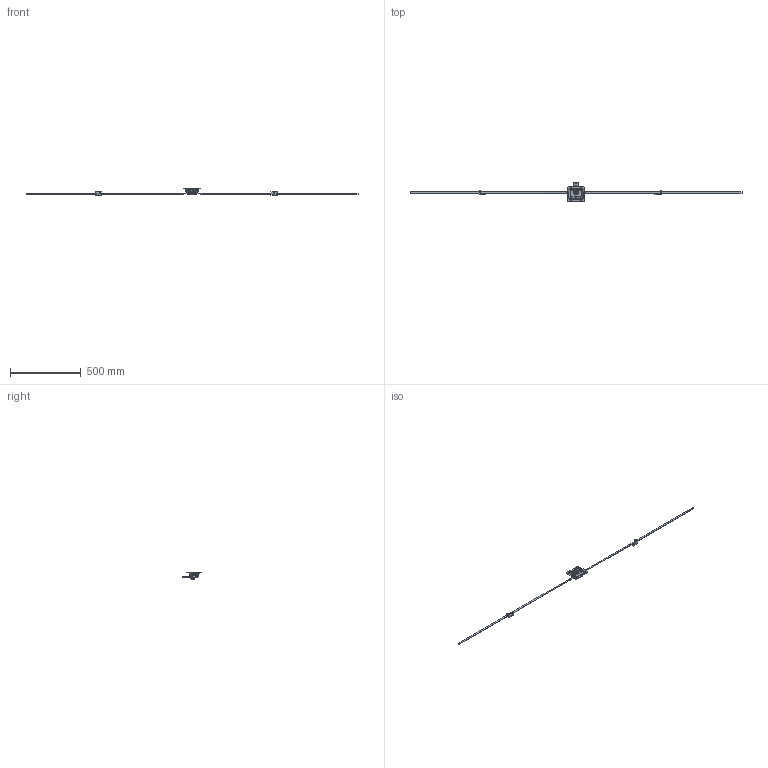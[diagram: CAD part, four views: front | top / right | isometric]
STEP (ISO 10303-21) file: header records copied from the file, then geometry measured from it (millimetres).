
FILE_DESCRIPTION (( 'STEP AP214' ), '1' );
FILE_NAME ('03584-Drop T Latch Three Way Kit Non Locking Stainless Steel.STEP', '2018-09-19T01:23:06', ( '' ), ( '' ), 'SwSTEP 2.0', 'SolidWorks 2018', '' );
FILE_SCHEMA (( 'AUTOMOTIVE_DESIGN' ));
Length unit declared in the file: millimetre
Products named in the file (6): 2677 Mount Plate_03584; 4502 9.5mm Round Bar Rod Zinc 1150mm_Blank; 2677 T Handle; 03584-Drop T Latch Three Way Kit Non Locking Stainless Steel; 2677 Latch; 03574 Rod Guide Anti Rattle Zinc 43mm_Blank
Assembly tree (7 placements, depth 2):
  03584-Drop T Latch Three Way Kit Non Locking Stainless Steel
    2677 Mount Plate_03584
    2677 Latch
    2677 T Handle
    4502 9.5mm Round Bar Rod Zinc 1150mm_Blank  x2
    03574 Rod Guide Anti Rattle Zinc 43mm_Blank  x2
Bounding box: 2348.5 x 132 x 49.4 mm (x, y, z)
Volume: 247433.7 mm3; surface area: 134800.5 mm2
Topology: 7 solids, 7 shells, 649 faces, 1679 edges, 1070 vertices
Faces by surface type: plane 293, cylinder 169, bspline 149, cone 16, sphere 12, torus 10
Entity records: 26497 total; most frequent: CARTESIAN_POINT 12276, ORIENTED_EDGE 3112, DIRECTION 2507, EDGE_CURVE 1556, VERTEX_POINT 1004, VECTOR 921, LINE 921, AXIS2_PLACEMENT_3D 793
